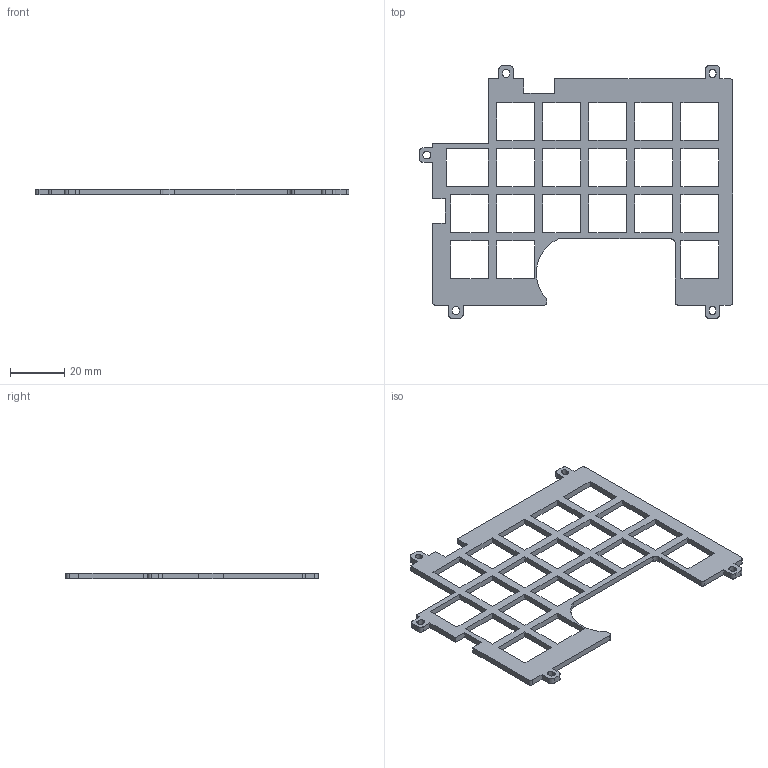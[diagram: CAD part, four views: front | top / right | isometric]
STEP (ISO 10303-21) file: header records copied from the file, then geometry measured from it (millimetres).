
FILE_DESCRIPTION(/* description */ (''),/* implementation_level */ '2;1');
FILE_NAME(/* name */ 'RIGHT_PLATE.step',/* time_stamp */ '2025-07-10T07:16:32+09:00',/* author */ (''),/* organization */ (''),/* preprocessor_version */ 'ST-DEVELOPER v20.1',/* originating_system */ 'Autodesk Translation Framework v14.10.0.0',/* authorisation */ '');
FILE_SCHEMA (('AUTOMOTIVE_DESIGN { 1 0 10303 214 3 1 1 }'));
Length unit declared in the file: millimetre
Products named in the file (1): 2025-07-10-07-16-32-691
Bounding box: 115.7 x 93.2 x 2.2 mm (x, y, z)
Volume: 7918 mm3; surface area: 10861.2 mm2
Topology: 1 solids, 1 shells, 178 faces, 528 edges, 352 vertices
Faces by surface type: plane 141, cylinder 37
Entity records: 6039 total; most frequent: CARTESIAN_POINT 1059, ORIENTED_EDGE 1056, DIRECTION 960, EDGE_CURVE 528, LINE 454, VECTOR 454, VERTEX_POINT 352, AXIS2_PLACEMENT_3D 253
